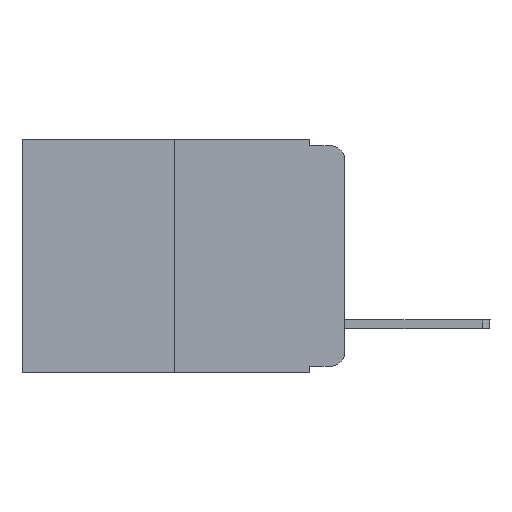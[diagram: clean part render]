
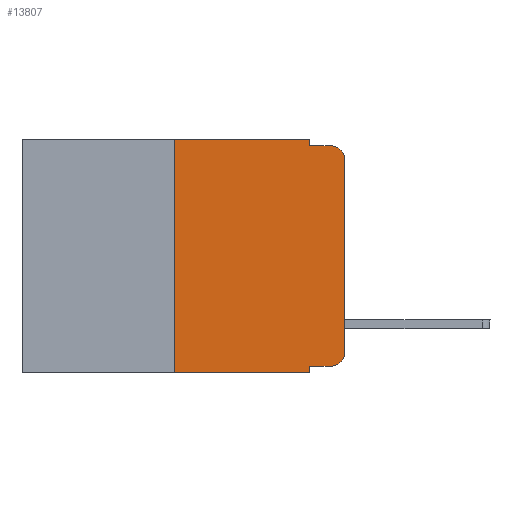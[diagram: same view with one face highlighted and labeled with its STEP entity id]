
A CAD part, left-side view. The second image highlights one B-rep face of the part: STEP entity #13807.
In plain terms, the highlighted planar face has unit normal (-1, 0, 0).
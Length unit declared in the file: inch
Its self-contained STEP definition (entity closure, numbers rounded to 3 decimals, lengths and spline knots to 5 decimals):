
#213 = CARTESIAN_POINT ( 'NONE',  ( 0., 0.051, -0.343 ) ) ;
#484 = ORIENTED_EDGE ( 'NONE', *, *, #7149, .F. ) ;
#572 = EDGE_CURVE ( 'NONE', #14260, #3547, #14680, .T. ) ;
#759 = DIRECTION ( 'NONE',  ( -1., 0., 0. ) ) ;
#812 = PLANE ( 'NONE',  #9981 ) ;
#933 = ORIENTED_EDGE ( 'NONE', *, *, #6675, .F. ) ;
#1916 = VECTOR ( 'NONE', #10453, 39.37008 ) ;
#2022 = EDGE_LOOP ( 'NONE', ( #11531, #15161, #3504, #933, #484, #15380, #15001, #12115, #16946, #5062 ) ) ;
#2027 = CARTESIAN_POINT ( 'NONE',  ( 0., 0.051, 0. ) ) ;
#2063 = DIRECTION ( 'NONE',  ( 1., 0., 0. ) ) ;
#2562 = EDGE_CURVE ( 'NONE', #3892, #3547, #14818, .T. ) ;
#2723 = CARTESIAN_POINT ( 'NONE',  ( 0., 0.051, -0.333 ) ) ;
#2966 = CARTESIAN_POINT ( 'NONE',  ( 0., 0.051, 0. ) ) ;
#3091 = VECTOR ( 'NONE', #5917, 39.37008 ) ;
#3412 = CARTESIAN_POINT ( 'NONE',  ( 0., 0.02, -0.03 ) ) ;
#3504 = ORIENTED_EDGE ( 'NONE', *, *, #5696, .F. ) ;
#3547 = VERTEX_POINT ( 'NONE', #213 ) ;
#3792 = EDGE_CURVE ( 'NONE', #8098, #4146, #6774, .T. ) ;
#3892 = VERTEX_POINT ( 'NONE', #10084 ) ;
#3953 = CARTESIAN_POINT ( 'NONE',  ( 0., 0., -0.313 ) ) ;
#4146 = VERTEX_POINT ( 'NONE', #3953 ) ;
#4154 = VERTEX_POINT ( 'NONE', #9537 ) ;
#4157 = EDGE_CURVE ( 'NONE', #14260, #8098, #11090, .T. ) ;
#4385 = VERTEX_POINT ( 'NONE', #8681 ) ;
#5000 = CARTESIAN_POINT ( 'NONE',  ( 0., 0.473, 0. ) ) ;
#5062 = ORIENTED_EDGE ( 'NONE', *, *, #3792, .T. ) ;
#5107 = VERTEX_POINT ( 'NONE', #16781 ) ;
#5410 = DIRECTION ( 'NONE',  ( 0., -1., 0. ) ) ;
#5696 = EDGE_CURVE ( 'NONE', #5107, #16610, #14388, .T. ) ;
#5917 = DIRECTION ( 'NONE',  ( 0., 0., 1. ) ) ;
#6010 = VECTOR ( 'NONE', #8560, 39.37008 ) ;
#6332 = VECTOR ( 'NONE', #14861, 39.37008 ) ;
#6630 = FACE_OUTER_BOUND ( 'NONE', #2022, .T. ) ;
#6675 = EDGE_CURVE ( 'NONE', #12822, #5107, #10346, .T. ) ;
#6774 = CIRCLE ( 'NONE', #8352, 0.02 ) ;
#6905 = CIRCLE ( 'NONE', #13919, 0.02 ) ;
#7149 = EDGE_CURVE ( 'NONE', #4385, #12822, #7503, .T. ) ;
#7503 = LINE ( 'NONE', #9882, #6010 ) ;
#7608 = DIRECTION ( 'NONE',  ( 0., -1., 0. ) ) ;
#7771 = DIRECTION ( 'NONE',  ( -1., 0., 0. ) ) ;
#8098 = VERTEX_POINT ( 'NONE', #9121 ) ;
#8121 = CARTESIAN_POINT ( 'NONE',  ( 0., 0.051, -0.01 ) ) ;
#8352 = AXIS2_PLACEMENT_3D ( 'NONE', #15913, #7771, #13323 ) ;
#8560 = DIRECTION ( 'NONE',  ( 0., -1., 0. ) ) ;
#8681 = CARTESIAN_POINT ( 'NONE',  ( 0., 0.25, 0. ) ) ;
#8867 = DIRECTION ( 'NONE',  ( 0., 0., -1. ) ) ;
#8934 = DIRECTION ( 'NONE',  ( 0., 0., 1. ) ) ;
#9121 = CARTESIAN_POINT ( 'NONE',  ( 0., 0.02, -0.333 ) ) ;
#9537 = CARTESIAN_POINT ( 'NONE',  ( 0., 0., -0.03 ) ) ;
#9882 = CARTESIAN_POINT ( 'NONE',  ( 0., 0.473, 0. ) ) ;
#9981 = AXIS2_PLACEMENT_3D ( 'NONE', #5000, #2063, #11727 ) ;
#10084 = CARTESIAN_POINT ( 'NONE',  ( 0., 0.25, -0.343 ) ) ;
#10193 = CARTESIAN_POINT ( 'NONE',  ( 0., 0.051, 0. ) ) ;
#10346 = LINE ( 'NONE', #10193, #15823 ) ;
#10453 = DIRECTION ( 'NONE',  ( 0., 0., -1. ) ) ;
#11090 = LINE ( 'NONE', #2723, #6332 ) ;
#11531 = ORIENTED_EDGE ( 'NONE', *, *, #14965, .T. ) ;
#11584 = EDGE_CURVE ( 'NONE', #3892, #4385, #16699, .T. ) ;
#11669 = DIRECTION ( 'NONE',  ( 0., 0., -1. ) ) ;
#11723 = EDGE_CURVE ( 'NONE', #4154, #16610, #6905, .T. ) ;
#11727 = DIRECTION ( 'NONE',  ( 0., 0., -1. ) ) ;
#12115 = ORIENTED_EDGE ( 'NONE', *, *, #572, .F. ) ;
#12751 = CARTESIAN_POINT ( 'NONE',  ( 0., 0.25, 0. ) ) ;
#12822 = VERTEX_POINT ( 'NONE', #2966 ) ;
#13323 = DIRECTION ( 'NONE',  ( 0., 0., -1. ) ) ;
#13807 = ADVANCED_FACE ( 'NONE', ( #6630 ), #812, .F. ) ;
#13919 = AXIS2_PLACEMENT_3D ( 'NONE', #3412, #759, #11669 ) ;
#14260 = VERTEX_POINT ( 'NONE', #15642 ) ;
#14289 = CARTESIAN_POINT ( 'NONE',  ( 0., 0., 0. ) ) ;
#14388 = LINE ( 'NONE', #8121, #15636 ) ;
#14680 = LINE ( 'NONE', #2027, #1916 ) ;
#14818 = LINE ( 'NONE', #15929, #15434 ) ;
#14861 = DIRECTION ( 'NONE',  ( 0., -1., 0. ) ) ;
#14965 = EDGE_CURVE ( 'NONE', #4146, #4154, #16800, .T. ) ;
#15001 = ORIENTED_EDGE ( 'NONE', *, *, #2562, .T. ) ;
#15161 = ORIENTED_EDGE ( 'NONE', *, *, #11723, .T. ) ;
#15380 = ORIENTED_EDGE ( 'NONE', *, *, #11584, .F. ) ;
#15434 = VECTOR ( 'NONE', #7608, 39.37008 ) ;
#15636 = VECTOR ( 'NONE', #5410, 39.37008 ) ;
#15642 = CARTESIAN_POINT ( 'NONE',  ( 0., 0.051, -0.333 ) ) ;
#15823 = VECTOR ( 'NONE', #8867, 39.37008 ) ;
#15913 = CARTESIAN_POINT ( 'NONE',  ( 0., 0.02, -0.313 ) ) ;
#15929 = CARTESIAN_POINT ( 'NONE',  ( 0., 0.473, -0.343 ) ) ;
#16610 = VERTEX_POINT ( 'NONE', #16941 ) ;
#16699 = LINE ( 'NONE', #12751, #3091 ) ;
#16781 = CARTESIAN_POINT ( 'NONE',  ( 0., 0.051, -0.01 ) ) ;
#16800 = LINE ( 'NONE', #14289, #17019 ) ;
#16941 = CARTESIAN_POINT ( 'NONE',  ( 0., 0.02, -0.01 ) ) ;
#16946 = ORIENTED_EDGE ( 'NONE', *, *, #4157, .T. ) ;
#17019 = VECTOR ( 'NONE', #8934, 39.37008 ) ;
